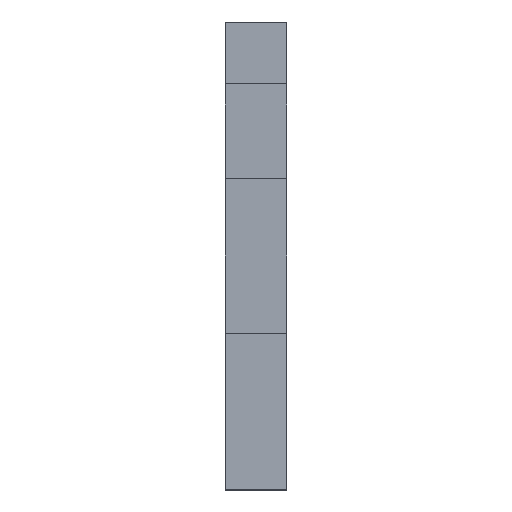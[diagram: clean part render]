
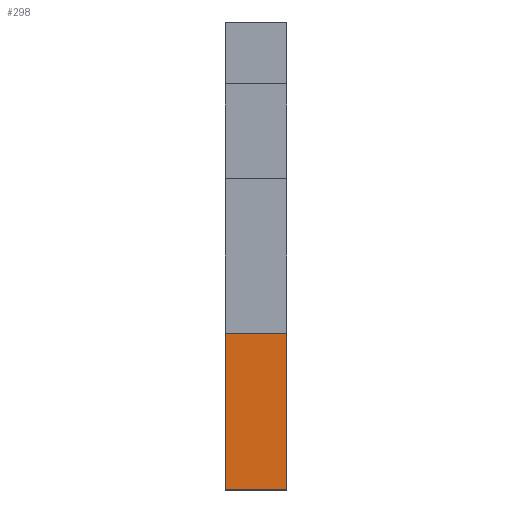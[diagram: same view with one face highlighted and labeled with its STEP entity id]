
A CAD part, left-side view. The second image highlights one B-rep face of the part: STEP entity #298.
In plain terms, the highlighted planar face has unit normal (-1, 0, 0).
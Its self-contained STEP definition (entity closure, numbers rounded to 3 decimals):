
#30 = VERTEX_POINT ( 'NONE', #348 ) ;
#38 = CARTESIAN_POINT ( 'NONE',  ( -29.5, 1.4, -10.605 ) ) ;
#53 = VECTOR ( 'NONE', #787, 1000. ) ;
#80 = DIRECTION ( 'NONE',  ( 0., 0., 1. ) ) ;
#89 = CARTESIAN_POINT ( 'NONE',  ( -29.5, -1.4, -3.5 ) ) ;
#115 = PLANE ( 'NONE',  #665 ) ;
#119 = CARTESIAN_POINT ( 'NONE',  ( -29.5, -1.4, -10.605 ) ) ;
#174 = FACE_OUTER_BOUND ( 'NONE', #780, .T. ) ;
#200 = LINE ( 'NONE', #383, #690 ) ;
#213 = ORIENTED_EDGE ( 'NONE', *, *, #858, .T. ) ;
#215 = DIRECTION ( 'NONE',  ( 0., 1., 0. ) ) ;
#222 = VECTOR ( 'NONE', #215, 1000. ) ;
#259 = DIRECTION ( 'NONE',  ( 0., -1., 0. ) ) ;
#298 = ADVANCED_FACE ( 'NONE', ( #174 ), #115, .F. ) ;
#323 = CARTESIAN_POINT ( 'NONE',  ( -29.5, 1.4, -3.5 ) ) ;
#337 = ORIENTED_EDGE ( 'NONE', *, *, #643, .T. ) ;
#348 = CARTESIAN_POINT ( 'NONE',  ( -29.5, -1.4, -10.605 ) ) ;
#365 = ORIENTED_EDGE ( 'NONE', *, *, #583, .F. ) ;
#383 = CARTESIAN_POINT ( 'NONE',  ( -29.5, 1.4, -10.605 ) ) ;
#385 = LINE ( 'NONE', #809, #551 ) ;
#394 = EDGE_CURVE ( 'NONE', #30, #708, #755, .T. ) ;
#551 = VECTOR ( 'NONE', #80, 1000. ) ;
#569 = CARTESIAN_POINT ( 'NONE',  ( -29.5, 1.4, -10.605 ) ) ;
#581 = DIRECTION ( 'NONE',  ( 1., 0., 0. ) ) ;
#583 = EDGE_CURVE ( 'NONE', #810, #859, #385, .T. ) ;
#643 = EDGE_CURVE ( 'NONE', #708, #859, #778, .T. ) ;
#647 = DIRECTION ( 'NONE',  ( 0., 0., -1. ) ) ;
#665 = AXIS2_PLACEMENT_3D ( 'NONE', #38, #581, #647 ) ;
#690 = VECTOR ( 'NONE', #259, 1000. ) ;
#708 = VERTEX_POINT ( 'NONE', #89 ) ;
#740 = CARTESIAN_POINT ( 'NONE',  ( -29.5, -1.4, -3.5 ) ) ;
#755 = LINE ( 'NONE', #119, #53 ) ;
#778 = LINE ( 'NONE', #740, #222 ) ;
#780 = EDGE_LOOP ( 'NONE', ( #782, #337, #365, #213 ) ) ;
#782 = ORIENTED_EDGE ( 'NONE', *, *, #394, .T. ) ;
#787 = DIRECTION ( 'NONE',  ( 0., 0., 1. ) ) ;
#809 = CARTESIAN_POINT ( 'NONE',  ( -29.5, 1.4, -10.605 ) ) ;
#810 = VERTEX_POINT ( 'NONE', #569 ) ;
#858 = EDGE_CURVE ( 'NONE', #810, #30, #200, .T. ) ;
#859 = VERTEX_POINT ( 'NONE', #323 ) ;
